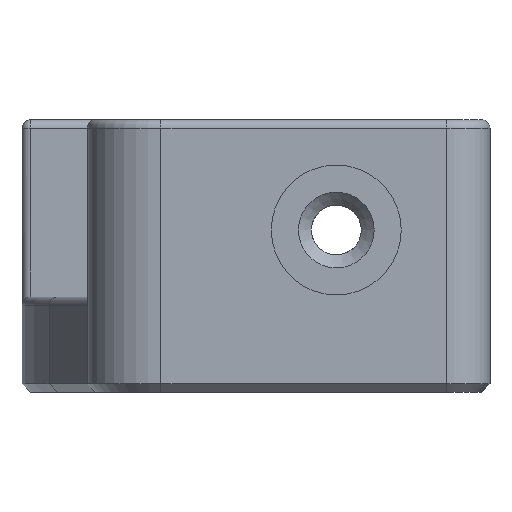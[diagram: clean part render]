
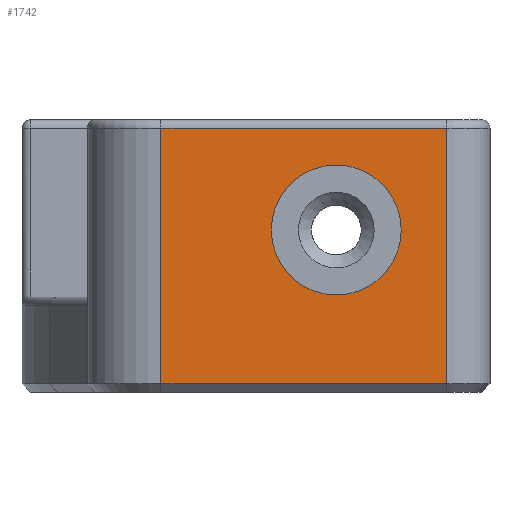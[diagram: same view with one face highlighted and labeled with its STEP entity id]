
A CAD part, front view. The second image highlights one B-rep face of the part: STEP entity #1742.
In plain terms, the highlighted planar face has unit normal (0, -1, 0).
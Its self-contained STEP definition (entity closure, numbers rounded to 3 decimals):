
#105=FACE_BOUND('',#292,.T.);
#127=PLANE('',#1896);
#176=FACE_OUTER_BOUND('',#291,.T.);
#291=EDGE_LOOP('',(#1293,#1294,#1295,#1296));
#292=EDGE_LOOP('',(#1297));
#419=LINE('',#2752,#551);
#429=LINE('',#2781,#561);
#430=LINE('',#2783,#562);
#431=LINE('',#2784,#563);
#551=VECTOR('',#2177,10.);
#561=VECTOR('',#2211,10.);
#562=VECTOR('',#2212,10.);
#563=VECTOR('',#2213,10.);
#686=CIRCLE('',#1897,3.);
#800=VERTEX_POINT('',#2746);
#801=VERTEX_POINT('',#2750);
#808=VERTEX_POINT('',#2780);
#809=VERTEX_POINT('',#2782);
#810=VERTEX_POINT('',#2785);
#971=EDGE_CURVE('',#800,#801,#419,.T.);
#985=EDGE_CURVE('',#808,#800,#429,.T.);
#986=EDGE_CURVE('',#809,#808,#430,.T.);
#987=EDGE_CURVE('',#809,#801,#431,.T.);
#988=EDGE_CURVE('',#810,#810,#686,.T.);
#1293=ORIENTED_EDGE('',*,*,#971,.F.);
#1294=ORIENTED_EDGE('',*,*,#985,.F.);
#1295=ORIENTED_EDGE('',*,*,#986,.F.);
#1296=ORIENTED_EDGE('',*,*,#987,.T.);
#1297=ORIENTED_EDGE('',*,*,#988,.T.);
#1742=ADVANCED_FACE('',(#176,#105),#127,.T.);
#1896=AXIS2_PLACEMENT_3D('',#2779,#2209,#2210);
#1897=AXIS2_PLACEMENT_3D('',#2786,#2214,#2215);
#2177=DIRECTION('',(-1.,0.,0.));
#2209=DIRECTION('center_axis',(0.,-1.,0.));
#2210=DIRECTION('ref_axis',(1.,0.,0.));
#2211=DIRECTION('',(0.,0.,-1.));
#2212=DIRECTION('',(1.,0.,0.));
#2213=DIRECTION('',(0.,0.,-1.));
#2214=DIRECTION('center_axis',(0.,1.,0.));
#2215=DIRECTION('ref_axis',(1.,0.,0.));
#2746=CARTESIAN_POINT('',(3.7,-23.4,-4.));
#2750=CARTESIAN_POINT('',(-9.5,-23.4,-4.));
#2752=CARTESIAN_POINT('',(-3.255,-23.4,-4.));
#2779=CARTESIAN_POINT('Origin',(-1.4,-23.4,2.6));
#2780=CARTESIAN_POINT('',(3.7,-23.4,7.8));
#2781=CARTESIAN_POINT('',(3.7,-23.4,2.6));
#2782=CARTESIAN_POINT('',(-9.5,-23.4,7.8));
#2783=CARTESIAN_POINT('',(-3.93,-23.4,7.8));
#2784=CARTESIAN_POINT('',(-9.5,-23.4,8.2));
#2785=CARTESIAN_POINT('',(-4.4,-23.4,3.1));
#2786=CARTESIAN_POINT('Origin',(-1.4,-23.4,3.1));
